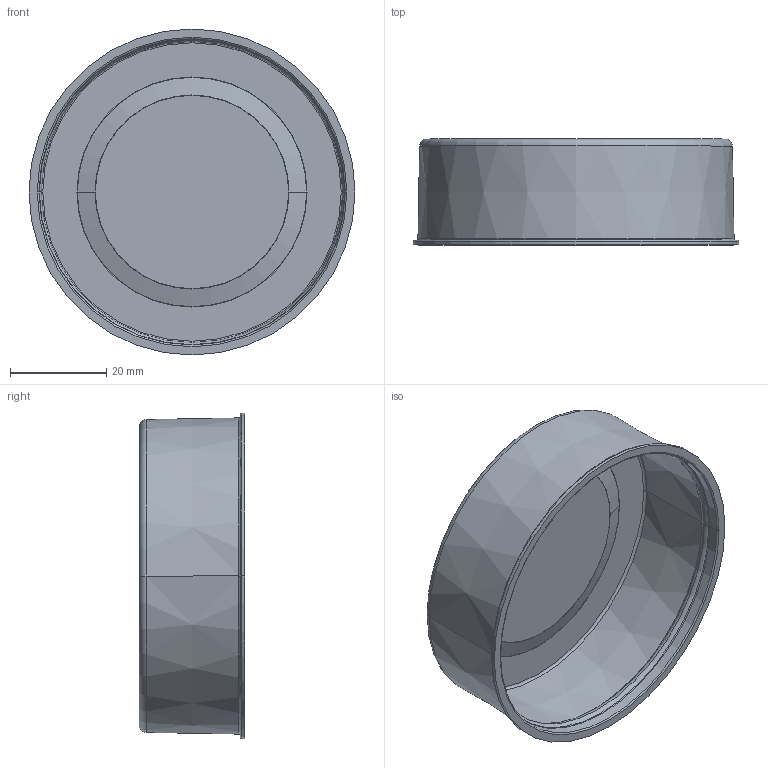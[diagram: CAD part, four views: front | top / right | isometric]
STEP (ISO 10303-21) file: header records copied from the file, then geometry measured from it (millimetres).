
FILE_DESCRIPTION (( 'STEP AP203' ), '1' );
FILE_NAME ('烂扰 060.01.001 青汶篪赅 63.STEP', '2024-09-13T06:30:34', ( '' ), ( '' ), 'SwSTEP 2.0', 'SolidWorks 2022', '' );
FILE_SCHEMA (( 'CONFIG_CONTROL_DESIGN' ));
Length unit declared in the file: millimetre
Products named in the file (1): АГИЕ 060.01.001 Заглушка 63
Bounding box: 67.73 x 22 x 67.73 mm (x, y, z)
Volume: 7854 mm3; surface area: 15641.7 mm2
Topology: 1 solids, 1 shells, 179 faces, 449 edges, 290 vertices
Faces by surface type: plane 92, bspline 45, torus 26, cone 12, cylinder 4
Entity records: 7504 total; most frequent: CARTESIAN_POINT 3380, ORIENTED_EDGE 898, DIRECTION 711, EDGE_CURVE 449, VERTEX_POINT 290, LINE 277, VECTOR 277, AXIS2_PLACEMENT_3D 217
